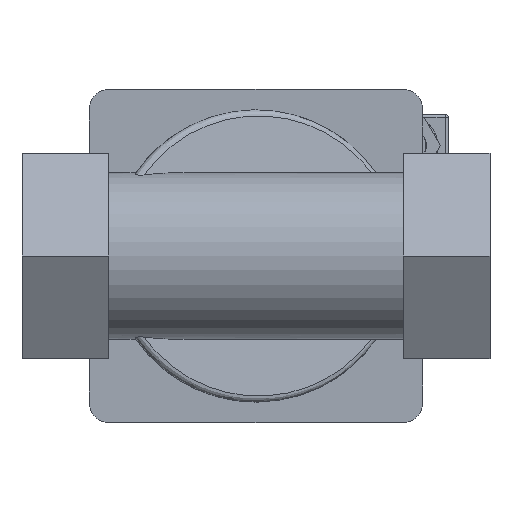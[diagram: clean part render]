
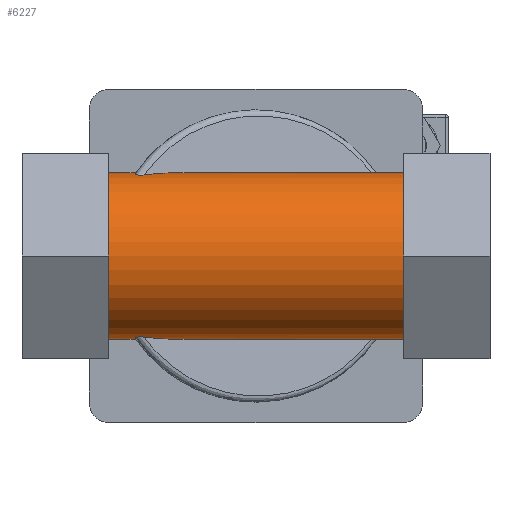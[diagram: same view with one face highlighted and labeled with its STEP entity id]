
A CAD part, front view. The second image highlights one B-rep face of the part: STEP entity #6227.
In plain terms, the highlighted cylindrical face has radius 28 mm (diameter 56 mm), a partial arc.
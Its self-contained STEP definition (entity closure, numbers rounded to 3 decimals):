
#101=ELLIPSE('',#6617,65.897,28.);
#104=ELLIPSE('',#6621,65.897,28.);
#121=B_SPLINE_CURVE_WITH_KNOTS('',3,(#9414,#9415,#9416,#9417,#9418,#9419,
#9420,#9421,#9422,#9423,#9424,#9425,#9426,#9427),.UNSPECIFIED.,.F.,.F.,
(4,2,2,2,2,2,4),(0.,0.076,0.138,0.198,
0.264,0.349,0.436),.UNSPECIFIED.);
#122=B_SPLINE_CURVE_WITH_KNOTS('',3,(#9495,#9496,#9497,#9498,#9499,#9500,
#9501,#9502,#9503,#9504,#9505,#9506,#9507,#9508),.UNSPECIFIED.,.F.,.F.,
(4,2,2,2,2,2,4),(0.,0.129,0.222,0.294,
0.36,0.418,0.479),.UNSPECIFIED.);
#124=B_SPLINE_CURVE_WITH_KNOTS('',3,(#9685,#9686,#9687,#9688),
 .UNSPECIFIED.,.F.,.F.,(4,4),(0.,0.498),.UNSPECIFIED.);
#125=B_SPLINE_CURVE_WITH_KNOTS('',3,(#9691,#9692,#9693,#9694),
 .UNSPECIFIED.,.F.,.F.,(4,4),(8.176,8.675),
 .UNSPECIFIED.);
#507=FACE_OUTER_BOUND('',#880,.T.);
#880=EDGE_LOOP('',(#4667,#4668,#4669,#4670,#4671,#4672,#4673,#4674,#4675,
#4676,#4677,#4678));
#1407=LINE('',#9683,#2040);
#1408=LINE('',#9690,#2041);
#1409=LINE('',#9695,#2042);
#1410=LINE('',#9696,#2043);
#2040=VECTOR('',#7605,10.);
#2041=VECTOR('',#7608,10.);
#2042=VECTOR('',#7609,10.);
#2043=VECTOR('',#7610,10.);
#2510=CIRCLE('',#6645,28.);
#2511=CIRCLE('',#6656,28.);
#2827=VERTEX_POINT('',#9411);
#2828=VERTEX_POINT('',#9413);
#2829=VERTEX_POINT('',#9430);
#2830=VERTEX_POINT('',#9493);
#2831=VERTEX_POINT('',#9494);
#2834=VERTEX_POINT('',#9524);
#2862=VERTEX_POINT('',#9606);
#2863=VERTEX_POINT('',#9608);
#2875=VERTEX_POINT('',#9653);
#2876=VERTEX_POINT('',#9655);
#2883=VERTEX_POINT('',#9681);
#2884=VERTEX_POINT('',#9689);
#3473=EDGE_CURVE('',#2827,#2828,#121,.F.);
#3476=EDGE_CURVE('',#2829,#2827,#101,.T.);
#3477=EDGE_CURVE('',#2830,#2831,#122,.F.);
#3481=EDGE_CURVE('',#2831,#2834,#104,.T.);
#3521=EDGE_CURVE('',#2862,#2863,#2510,.T.);
#3545=EDGE_CURVE('',#2875,#2876,#2511,.T.);
#3559=EDGE_CURVE('',#2883,#2863,#1407,.T.);
#3560=EDGE_CURVE('',#2883,#2830,#124,.T.);
#3561=EDGE_CURVE('',#2862,#2884,#1408,.T.);
#3562=EDGE_CURVE('',#2828,#2884,#125,.T.);
#3563=EDGE_CURVE('',#2829,#2876,#1409,.T.);
#3564=EDGE_CURVE('',#2875,#2834,#1410,.T.);
#4667=ORIENTED_EDGE('',*,*,#3477,.F.);
#4668=ORIENTED_EDGE('',*,*,#3560,.F.);
#4669=ORIENTED_EDGE('',*,*,#3559,.T.);
#4670=ORIENTED_EDGE('',*,*,#3521,.F.);
#4671=ORIENTED_EDGE('',*,*,#3561,.T.);
#4672=ORIENTED_EDGE('',*,*,#3562,.F.);
#4673=ORIENTED_EDGE('',*,*,#3473,.F.);
#4674=ORIENTED_EDGE('',*,*,#3476,.F.);
#4675=ORIENTED_EDGE('',*,*,#3563,.T.);
#4676=ORIENTED_EDGE('',*,*,#3545,.F.);
#4677=ORIENTED_EDGE('',*,*,#3564,.T.);
#4678=ORIENTED_EDGE('',*,*,#3481,.F.);
#6066=CYLINDRICAL_SURFACE('',#6663,28.);
#6227=ADVANCED_FACE('',(#507),#6066,.T.);
#6617=AXIS2_PLACEMENT_3D('',#9432,#7446,#7447);
#6621=AXIS2_PLACEMENT_3D('',#9525,#7454,#7455);
#6645=AXIS2_PLACEMENT_3D('',#9609,#7533,#7534);
#6656=AXIS2_PLACEMENT_3D('',#9656,#7578,#7579);
#6663=AXIS2_PLACEMENT_3D('',#9684,#7606,#7607);
#7446=DIRECTION('center_axis',(-0.425,0.905,0.));
#7447=DIRECTION('ref_axis',(-0.905,-0.425,0.));
#7454=DIRECTION('center_axis',(-0.425,0.905,0.));
#7455=DIRECTION('ref_axis',(-0.905,-0.425,0.));
#7533=DIRECTION('center_axis',(-1.,0.,0.));
#7534=DIRECTION('ref_axis',(0.,0.,1.));
#7578=DIRECTION('center_axis',(1.,0.,0.));
#7579=DIRECTION('ref_axis',(0.,0.,1.));
#7605=DIRECTION('',(-1.,0.,0.));
#7606=DIRECTION('center_axis',(1.,0.,0.));
#7607=DIRECTION('ref_axis',(0.,0.,1.));
#7608=DIRECTION('',(1.,0.,0.));
#7609=DIRECTION('',(1.,0.,0.));
#7610=DIRECTION('',(-1.,0.,0.));
#9411=CARTESIAN_POINT('',(-37.47,-40.588,-27.214));
#9413=CARTESIAN_POINT('',(-40.526,-39.037,-27.543));
#9414=CARTESIAN_POINT('Ctrl Pts',(-40.526,-39.037,-27.543));
#9415=CARTESIAN_POINT('Ctrl Pts',(-40.557,-39.283,-27.498));
#9416=CARTESIAN_POINT('Ctrl Pts',(-40.544,-39.532,-27.449));
#9417=CARTESIAN_POINT('Ctrl Pts',(-40.421,-39.966,-27.358));
#9418=CARTESIAN_POINT('Ctrl Pts',(-40.329,-40.148,-27.317));
#9419=CARTESIAN_POINT('Ctrl Pts',(-40.079,-40.459,-27.245));
#9420=CARTESIAN_POINT('Ctrl Pts',(-39.928,-40.584,-27.215));
#9421=CARTESIAN_POINT('Ctrl Pts',(-39.567,-40.784,-27.166));
#9422=CARTESIAN_POINT('Ctrl Pts',(-39.359,-40.85,-27.149));
#9423=CARTESIAN_POINT('Ctrl Pts',(-38.863,-40.925,-27.13));
#9424=CARTESIAN_POINT('Ctrl Pts',(-38.575,-40.911,-27.134));
#9425=CARTESIAN_POINT('Ctrl Pts',(-38.011,-40.806,-27.16));
#9426=CARTESIAN_POINT('Ctrl Pts',(-37.732,-40.711,-27.184));
#9427=CARTESIAN_POINT('Ctrl Pts',(-37.47,-40.588,-27.214));
#9430=CARTESIAN_POINT('',(-23.435,-34.,-28.));
#9432=CARTESIAN_POINT('Origin',(-23.435,-34.,0.));
#9493=CARTESIAN_POINT('',(-40.526,-39.037,27.543));
#9494=CARTESIAN_POINT('',(-37.47,-40.588,27.214));
#9495=CARTESIAN_POINT('Ctrl Pts',(-37.47,-40.588,27.214));
#9496=CARTESIAN_POINT('Ctrl Pts',(-37.858,-40.77,27.17));
#9497=CARTESIAN_POINT('Ctrl Pts',(-38.26,-40.879,27.142));
#9498=CARTESIAN_POINT('Ctrl Pts',(-38.923,-40.92,27.132));
#9499=CARTESIAN_POINT('Ctrl Pts',(-39.202,-40.893,27.138));
#9500=CARTESIAN_POINT('Ctrl Pts',(-39.666,-40.74,27.177));
#9501=CARTESIAN_POINT('Ctrl Pts',(-39.853,-40.639,27.202));
#9502=CARTESIAN_POINT('Ctrl Pts',(-40.161,-40.375,27.265));
#9503=CARTESIAN_POINT('Ctrl Pts',(-40.279,-40.223,27.3));
#9504=CARTESIAN_POINT('Ctrl Pts',(-40.444,-39.9,27.372));
#9505=CARTESIAN_POINT('Ctrl Pts',(-40.494,-39.738,27.406));
#9506=CARTESIAN_POINT('Ctrl Pts',(-40.548,-39.394,27.476));
#9507=CARTESIAN_POINT('Ctrl Pts',(-40.548,-39.214,27.511));
#9508=CARTESIAN_POINT('Ctrl Pts',(-40.526,-39.037,27.543));
#9524=CARTESIAN_POINT('',(-23.435,-34.,28.));
#9525=CARTESIAN_POINT('Origin',(-23.435,-34.,0.));
#9606=CARTESIAN_POINT('',(-49.5,-34.,-28.));
#9608=CARTESIAN_POINT('',(-49.5,-34.,28.));
#9609=CARTESIAN_POINT('Origin',(-49.5,-34.,0.));
#9653=CARTESIAN_POINT('',(49.5,-34.,28.));
#9655=CARTESIAN_POINT('',(49.5,-34.,-28.));
#9656=CARTESIAN_POINT('Origin',(49.5,-34.,0.));
#9681=CARTESIAN_POINT('',(-40.212,-34.,28.));
#9683=CARTESIAN_POINT('',(0.,-34.,28.));
#9684=CARTESIAN_POINT('Origin',(0.,-34.,0.));
#9685=CARTESIAN_POINT('Ctrl Pts',(-40.212,-34.,28.));
#9686=CARTESIAN_POINT('Ctrl Pts',(-40.212,-35.661,28.));
#9687=CARTESIAN_POINT('Ctrl Pts',(-40.318,-37.358,27.85));
#9688=CARTESIAN_POINT('Ctrl Pts',(-40.526,-39.037,27.543));
#9689=CARTESIAN_POINT('',(-40.212,-34.,-28.));
#9690=CARTESIAN_POINT('',(0.,-34.,-28.));
#9691=CARTESIAN_POINT('Ctrl Pts',(-40.526,-39.037,-27.543));
#9692=CARTESIAN_POINT('Ctrl Pts',(-40.318,-37.358,-27.85));
#9693=CARTESIAN_POINT('Ctrl Pts',(-40.212,-35.661,-28.));
#9694=CARTESIAN_POINT('Ctrl Pts',(-40.212,-34.,-28.));
#9695=CARTESIAN_POINT('',(0.,-34.,-28.));
#9696=CARTESIAN_POINT('',(0.,-34.,28.));
